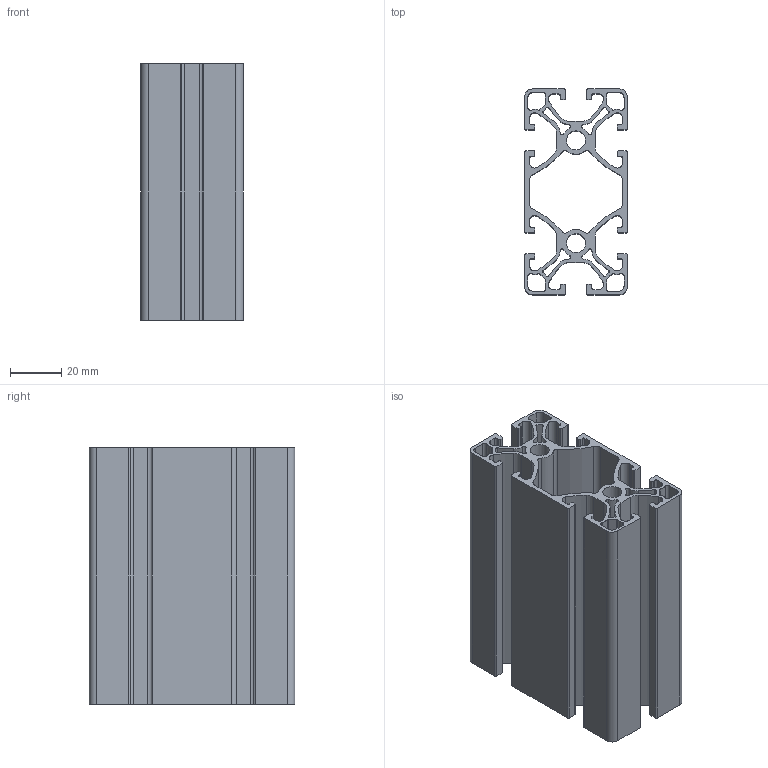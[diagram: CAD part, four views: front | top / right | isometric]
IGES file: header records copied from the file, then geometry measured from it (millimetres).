
Global section: file name: 104080E; native system: Autodesk Inventor 2021; preprocessor: unknown; author: Lisin; organization: Alutec KK s.r.o.; date: 20230919.065931; units: millimetre
Bounding box: 40 x 80 x 100 mm (x, y, z)
Volume: 84869.2 mm3; surface area: 92187.4 mm2
Topology: 1 solids, 1 shells, 252 faces, 750 edges, 500 vertices
Faces by surface type: bspline 252
